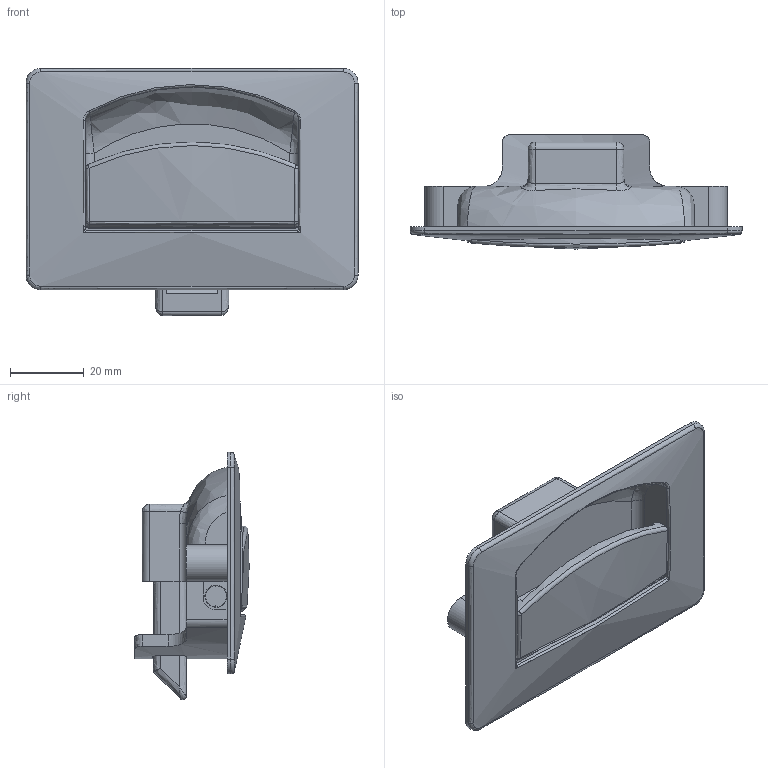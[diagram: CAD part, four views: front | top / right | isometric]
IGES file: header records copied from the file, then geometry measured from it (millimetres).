
Start section: ------------------------------------------------------------------------
Global section: file name: PC50.24160.THA_455_H_6573.igs; native system: spGate; preprocessor: ver17.5.1; author: Unknown; organization: Unknown; date: 210316.093946; units: millimetre
Bounding box: 90 x 30.99 x 67 mm (x, y, z)
Volume: 37754.8 mm3; surface area: 26823.2 mm2
Topology: 3 solids, 3 shells, 222 faces, 575 edges, 352 vertices
Faces by surface type: bspline 222
